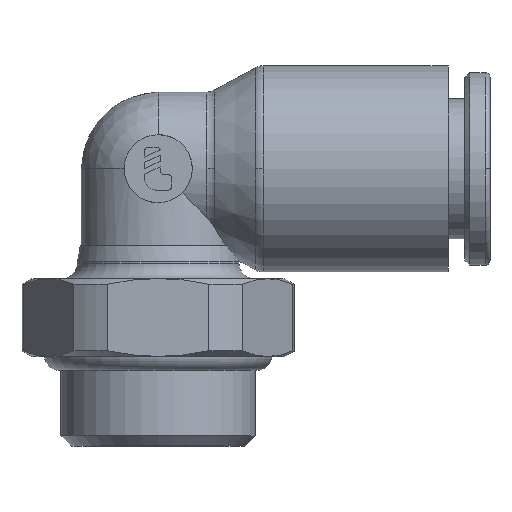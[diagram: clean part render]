
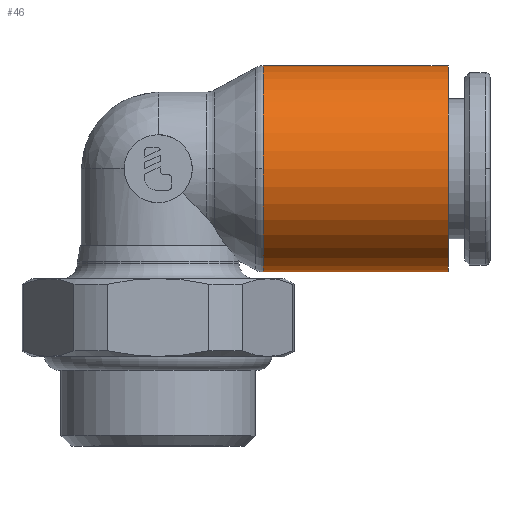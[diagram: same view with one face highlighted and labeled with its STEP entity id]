
A CAD part, top view. The second image highlights one B-rep face of the part: STEP entity #46.
In plain terms, the highlighted cylindrical face has radius 5.3 mm (diameter 10.6 mm), a partial arc.
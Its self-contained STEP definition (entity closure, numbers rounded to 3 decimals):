
#46=ADVANCED_FACE('',(#153),#154,.T.);
#153=FACE_OUTER_BOUND('',#376,.T.);
#154=CYLINDRICAL_SURFACE('',#377,5.3);
#376=EDGE_LOOP('',(#599,#600,#601,#602,#603));
#377=AXIS2_PLACEMENT_3D('',#604,#605,#606);
#599=ORIENTED_EDGE('',*,*,#1437,.F.);
#600=ORIENTED_EDGE('',*,*,#1438,.T.);
#601=ORIENTED_EDGE('',*,*,#1439,.T.);
#602=ORIENTED_EDGE('',*,*,#1440,.F.);
#603=ORIENTED_EDGE('',*,*,#1441,.F.);
#604=CARTESIAN_POINT('',(-4.75,0.0,0.0));
#605=DIRECTION('',(1.0,0.0,0.0));
#606=DIRECTION('',(0.0,1.0,0.0));
#1437=EDGE_CURVE('',#1697,#1698,#1699,.T.);
#1438=EDGE_CURVE('',#1697,#1700,#1701,.T.);
#1439=EDGE_CURVE('',#1700,#1702,#1703,.T.);
#1440=EDGE_CURVE('',#1704,#1702,#1705,.T.);
#1441=EDGE_CURVE('',#1698,#1704,#1706,.T.);
#1697=VERTEX_POINT('',#2122);
#1698=VERTEX_POINT('',#2123);
#1699=LINE('',#2124,#2125);
#1700=VERTEX_POINT('',#2126);
#1701=CIRCLE('',#2127,5.3);
#1702=VERTEX_POINT('',#2128);
#1703=CIRCLE('',#2129,5.3);
#1704=VERTEX_POINT('',#2130);
#1705=LINE('',#2131,#2132);
#1706=CIRCLE('',#2133,5.3);
#2122=CARTESIAN_POINT('',(-9.5,5.3,0.0));
#2123=CARTESIAN_POINT('',(0.,5.3,0.0));
#2124=CARTESIAN_POINT('',(-4.75,5.3,0.));
#2125=VECTOR('',#3238,1.0);
#2126=CARTESIAN_POINT('',(-9.5,0.,5.3));
#2127=AXIS2_PLACEMENT_3D('',#3239,#3240,#3241);
#2128=CARTESIAN_POINT('',(-9.5,-5.3,0.));
#2129=AXIS2_PLACEMENT_3D('',#3242,#3243,#3244);
#2130=CARTESIAN_POINT('',(0.0,-5.3,0.));
#2131=CARTESIAN_POINT('',(-4.75,-5.3,0.));
#2132=VECTOR('',#3245,1.0);
#2133=AXIS2_PLACEMENT_3D('',#3246,#3247,#3248);
#3238=DIRECTION('',(1.0,0.0,0.0));
#3239=CARTESIAN_POINT('',(-9.5,0.0,0.0));
#3240=DIRECTION('',(1.0,0.0,0.0));
#3241=DIRECTION('',(0.0,1.0,0.0));
#3242=CARTESIAN_POINT('',(-9.5,0.0,0.0));
#3243=DIRECTION('',(1.0,0.0,0.0));
#3244=DIRECTION('',(0.0,1.0,0.0));
#3245=DIRECTION('',(-1.0,-0.0,-0.0));
#3246=CARTESIAN_POINT('',(0.,0.0,0.0));
#3247=DIRECTION('',(1.0,0.0,0.0));
#3248=DIRECTION('',(0.0,1.0,0.0));
